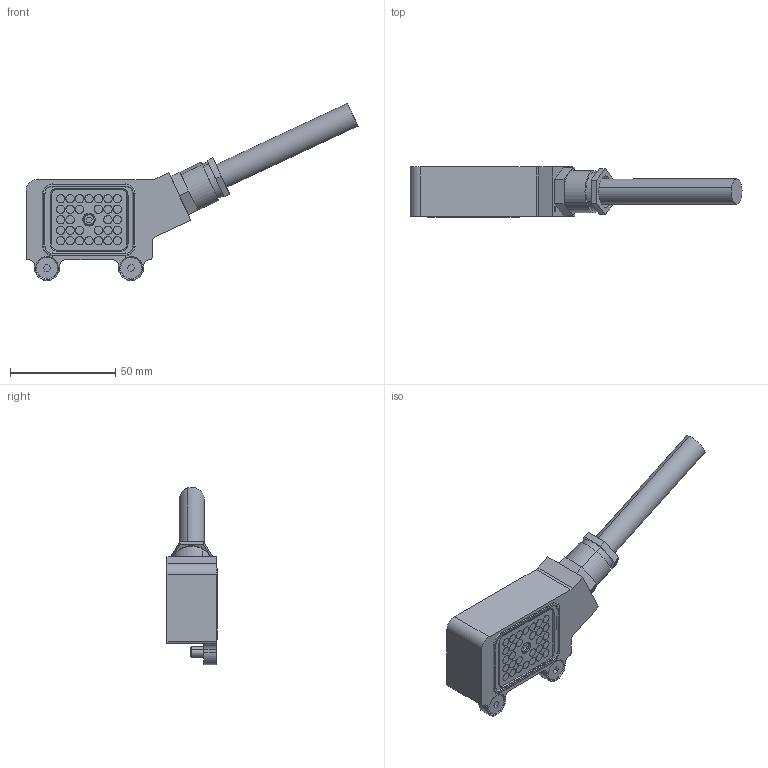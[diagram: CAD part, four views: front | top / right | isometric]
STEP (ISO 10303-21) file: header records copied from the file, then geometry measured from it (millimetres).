
FILE_DESCRIPTION (( 'STEP AP203' ), '1' );
FILE_NAME ('P1339.STEP', '2018-11-30T11:33:52', ( 'rsp' ), ( 'Hewlett-Packard Company' ), 'SwSTEP 2.0', 'SolidWorks 2017', '' );
FILE_SCHEMA (( 'CONFIG_CONTROL_DESIGN' ));
Length unit declared in the file: millimetre
Products named in the file (1): P1339
Bounding box: 157.99 x 23.8 x 84.4 mm (x, y, z)
Volume: 83423.4 mm3; surface area: 27221.6 mm2
Topology: 38 solids, 38 shells, 615 faces, 1298 edges, 797 vertices
Faces by surface type: cylinder 325, plane 186, cone 84, torus 20
Entity records: 16639 total; most frequent: DIRECTION 3218, CARTESIAN_POINT 2705, ORIENTED_EDGE 2584, AXIS2_PLACEMENT_3D 1310, EDGE_CURVE 1292, VERTEX_POINT 797, EDGE_LOOP 729, CIRCLE 694
